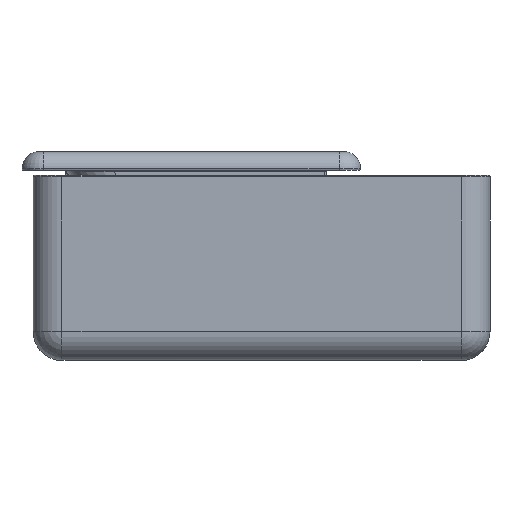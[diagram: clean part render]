
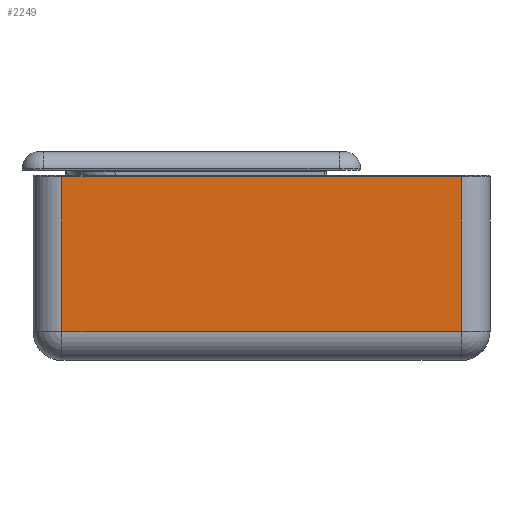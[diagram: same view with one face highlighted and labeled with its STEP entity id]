
A CAD part, front view. The second image highlights one B-rep face of the part: STEP entity #2249.
In plain terms, the highlighted planar face has unit normal (0, -1, 0).
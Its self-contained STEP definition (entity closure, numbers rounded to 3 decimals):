
#2158 = ORIENTED_EDGE ( 'NONE', *, *, #2212, .T. ) ;
#2168 = EDGE_LOOP ( 'NONE', ( #2225, #2214, #2224, #2158 ) ) ;
#2212 = EDGE_CURVE ( 'NONE', #2235, #2261, #12342, .T. ) ;
#2213 = VERTEX_POINT ( 'NONE', #12343 ) ;
#2214 = ORIENTED_EDGE ( 'NONE', *, *, #2252, .T. ) ;
#2224 = ORIENTED_EDGE ( 'NONE', *, *, #2306, .T. ) ;
#2225 = ORIENTED_EDGE ( 'NONE', *, *, #2313, .T. ) ;
#2235 = VERTEX_POINT ( 'NONE', #12469 ) ;
#2249 = ADVANCED_FACE ( 'NONE', ( #12376 ), #12331, .F. ) ;
#2252 = EDGE_CURVE ( 'NONE', #2213, #2275, #12372, .T. ) ;
#2261 = VERTEX_POINT ( 'NONE', #12384 ) ;
#2275 = VERTEX_POINT ( 'NONE', #12430 ) ;
#2306 = EDGE_CURVE ( 'NONE', #2275, #2235, #12605, .T. ) ;
#2313 = EDGE_CURVE ( 'NONE', #2261, #2213, #12555, .T. ) ;
#12304 = VECTOR ( 'NONE', #12340, 1000. ) ;
#12314 = CARTESIAN_POINT ( 'NONE',  ( -31.7, -60.5, 25.7 ) ) ;
#12331 = PLANE ( 'NONE',  #12460 ) ;
#12340 = DIRECTION ( 'NONE',  ( 1., 0., 0. ) ) ;
#12341 = CARTESIAN_POINT ( 'NONE',  ( 31.7, -60.5, 4. ) ) ;
#12342 = LINE ( 'NONE', #12341, #12304 ) ;
#12343 = CARTESIAN_POINT ( 'NONE',  ( 27.7, -60.5, 25.5 ) ) ;
#12369 = DIRECTION ( 'NONE',  ( -1., 0., 0. ) ) ;
#12370 = VECTOR ( 'NONE', #12369, 1000. ) ;
#12371 = CARTESIAN_POINT ( 'NONE',  ( -31.7, -60.5, 25.5 ) ) ;
#12372 = LINE ( 'NONE', #12371, #12370 ) ;
#12373 = DIRECTION ( 'NONE',  ( 0., 0., 1. ) ) ;
#12374 = DIRECTION ( 'NONE',  ( 0., 1., 0. ) ) ;
#12376 = FACE_OUTER_BOUND ( 'NONE', #2168, .T. ) ;
#12384 = CARTESIAN_POINT ( 'NONE',  ( 27.7, -60.5, 4. ) ) ;
#12430 = CARTESIAN_POINT ( 'NONE',  ( -27.7, -60.5, 25.5 ) ) ;
#12460 = AXIS2_PLACEMENT_3D ( 'NONE', #12314, #12374, #12373 ) ;
#12469 = CARTESIAN_POINT ( 'NONE',  ( -27.7, -60.5, 4. ) ) ;
#12554 = CARTESIAN_POINT ( 'NONE',  ( 27.7, -60.5, 25.7 ) ) ;
#12555 = LINE ( 'NONE', #12554, #12559 ) ;
#12557 = DIRECTION ( 'NONE',  ( 0., 0., -1. ) ) ;
#12558 = DIRECTION ( 'NONE',  ( 0., 0., 1. ) ) ;
#12559 = VECTOR ( 'NONE', #12558, 1000. ) ;
#12603 = VECTOR ( 'NONE', #12557, 1000. ) ;
#12604 = CARTESIAN_POINT ( 'NONE',  ( -27.7, -60.5, 25.7 ) ) ;
#12605 = LINE ( 'NONE', #12604, #12603 ) ;
